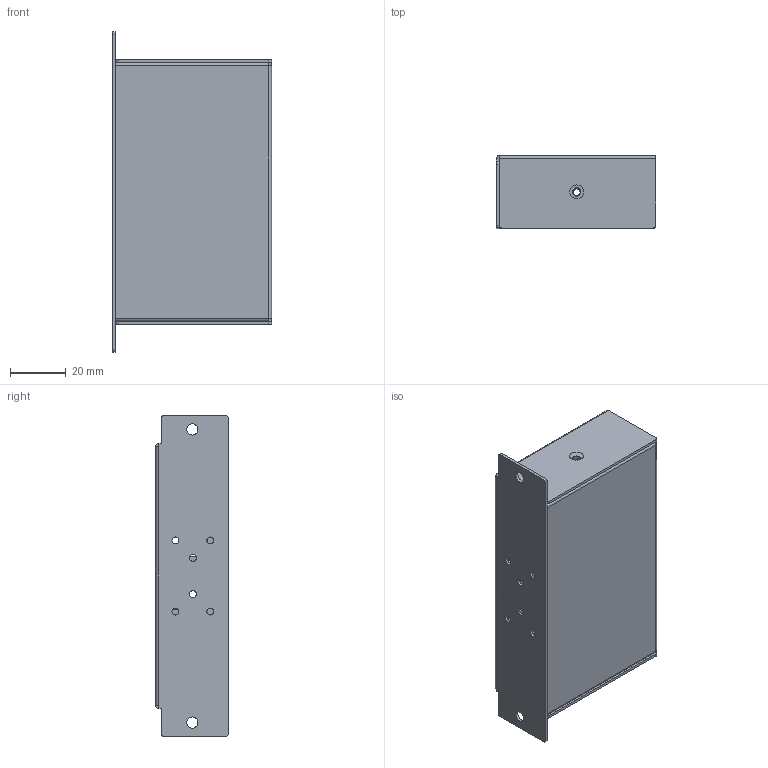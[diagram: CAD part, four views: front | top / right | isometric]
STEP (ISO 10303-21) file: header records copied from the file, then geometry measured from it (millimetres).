
FILE_DESCRIPTION(/* description */ (''),/* implementation_level */ '2;1');
FILE_NAME(/* name */ 'Assembled4U3ML.stp',/* time_stamp */ '2019-07-02T09:39:07-04:00',/* author */ ('Kieran'),/* organization */ (''),/* preprocessor_version */ 'ST-DEVELOPER v18',/* originating_system */ 'Autodesk Inventor 2020',/* authorisation */ '');
FILE_SCHEMA (('AUTOMOTIVE_DESIGN { 1 0 10303 214 3 1 1 }'));
Length unit declared in the file: millimetre
Products named in the file (3): Assembled4U3ML; 4U3ML; 4u3mltop
Assembly tree (2 placements, depth 2):
  Assembled4U3ML
    4U3ML
    4u3mltop
Bounding box: 57 x 26 x 115 mm (x, y, z)
Volume: 20464.2 mm3; surface area: 42138.4 mm2
Topology: 2 solids, 2 shells, 302 faces, 803 edges, 561 vertices
Faces by surface type: plane 158, cylinder 69, bspline 69, cone 6
Full cylindrical faces by diameter (mm): 2.459 x12, 2.5 x6, 3 x6, 3.3 x1, 4 x2, 5.3 x4
Entity records: 11694 total; most frequent: CARTESIAN_POINT 4401, ORIENTED_EDGE 1542, DIRECTION 1300, EDGE_CURVE 771, VERTEX_POINT 507, LINE 468, VECTOR 468, AXIS2_PLACEMENT_3D 416
